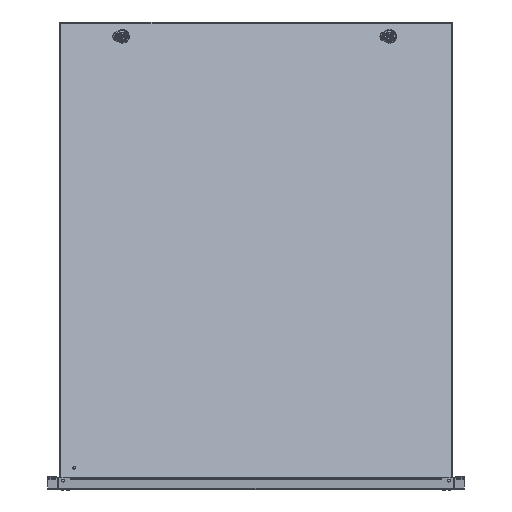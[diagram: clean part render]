
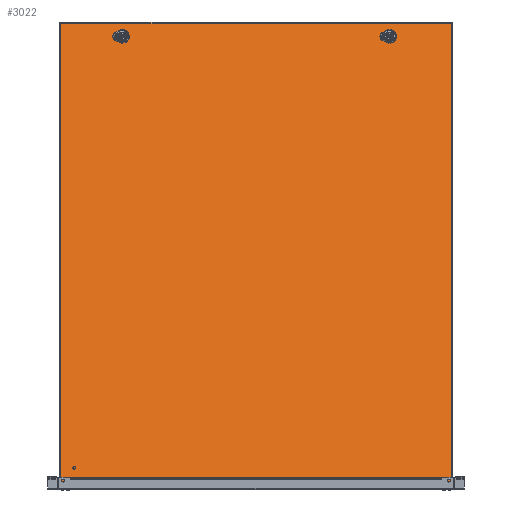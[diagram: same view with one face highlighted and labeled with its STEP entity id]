
A CAD part, left-side view. The second image highlights one B-rep face of the part: STEP entity #3022.
In plain terms, the highlighted face is planar.
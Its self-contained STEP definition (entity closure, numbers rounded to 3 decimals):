
#1879=B_SPLINE_CURVE_WITH_KNOTS('',1,(#21477,#21478),.UNSPECIFIED.,.F.,
 .F.,(2,2),(0.,1.),.UNSPECIFIED.);
#2070=FACE_BOUND('',#4152,.T.);
#2071=FACE_BOUND('',#4153,.T.);
#2072=FACE_BOUND('',#4154,.T.);
#2515=PLANE('',#11722);
#3022=ADVANCED_FACE('F36',(#2070,#2071,#2072),#2515,.T.);
#4152=EDGE_LOOP('',(#6808,#6809,#6810,#6811,#6812,#6813,#6814,#6815));
#4153=EDGE_LOOP('',(#6816,#6817,#6818,#6819,#6820,#6821,#6822,#6823));
#4154=EDGE_LOOP('',(#6824,#6825,#6826,#6827,#6828,#6829,#6830,#6831));
#4521=CIRCLE('',#11614,11.25);
#4523=CIRCLE('',#11618,11.25);
#4525=CIRCLE('',#11622,11.25);
#4527=CIRCLE('',#11626,11.25);
#4529=CIRCLE('',#11630,11.25);
#4531=CIRCLE('',#11634,11.25);
#4533=CIRCLE('',#11638,11.25);
#4535=CIRCLE('',#11642,11.25);
#6808=ORIENTED_EDGE('',*,*,#9337,.T.);
#6809=ORIENTED_EDGE('',*,*,#9334,.F.);
#6810=ORIENTED_EDGE('',*,*,#9331,.F.);
#6811=ORIENTED_EDGE('',*,*,#9268,.F.);
#6812=ORIENTED_EDGE('',*,*,#9217,.T.);
#6813=ORIENTED_EDGE('',*,*,#9338,.T.);
#6814=ORIENTED_EDGE('',*,*,#9339,.F.);
#6815=ORIENTED_EDGE('',*,*,#9340,.T.);
#6816=ORIENTED_EDGE('',*,*,#9215,.T.);
#6817=ORIENTED_EDGE('',*,*,#9212,.T.);
#6818=ORIENTED_EDGE('',*,*,#9209,.T.);
#6819=ORIENTED_EDGE('',*,*,#9206,.T.);
#6820=ORIENTED_EDGE('',*,*,#9203,.T.);
#6821=ORIENTED_EDGE('',*,*,#9200,.T.);
#6822=ORIENTED_EDGE('',*,*,#9197,.T.);
#6823=ORIENTED_EDGE('',*,*,#9194,.T.);
#6824=ORIENTED_EDGE('',*,*,#9191,.T.);
#6825=ORIENTED_EDGE('',*,*,#9188,.T.);
#6826=ORIENTED_EDGE('',*,*,#9185,.T.);
#6827=ORIENTED_EDGE('',*,*,#9182,.T.);
#6828=ORIENTED_EDGE('',*,*,#9179,.T.);
#6829=ORIENTED_EDGE('',*,*,#9176,.T.);
#6830=ORIENTED_EDGE('',*,*,#9173,.T.);
#6831=ORIENTED_EDGE('',*,*,#9170,.T.);
#7968=VERTEX_POINT('',#21381);
#7970=VERTEX_POINT('',#21384);
#7972=VERTEX_POINT('',#21390);
#7974=VERTEX_POINT('',#21396);
#7976=VERTEX_POINT('',#21402);
#7978=VERTEX_POINT('',#21408);
#7980=VERTEX_POINT('',#21414);
#7982=VERTEX_POINT('',#21420);
#7984=VERTEX_POINT('',#21429);
#7986=VERTEX_POINT('',#21432);
#7988=VERTEX_POINT('',#21438);
#7990=VERTEX_POINT('',#21444);
#7992=VERTEX_POINT('',#21450);
#7994=VERTEX_POINT('',#21456);
#7996=VERTEX_POINT('',#21462);
#7998=VERTEX_POINT('',#21468);
#8000=VERTEX_POINT('',#21479);
#8001=VERTEX_POINT('',#21480);
#8031=VERTEX_POINT('',#21620);
#8067=VERTEX_POINT('',#21750);
#8068=VERTEX_POINT('',#21756);
#8069=VERTEX_POINT('',#21760);
#8070=VERTEX_POINT('',#21764);
#8071=VERTEX_POINT('',#21766);
#9170=EDGE_CURVE('E180',#7970,#7968,#10052,.T.);
#9173=EDGE_CURVE('E179',#7972,#7970,#4521,.T.);
#9176=EDGE_CURVE('E178',#7974,#7972,#10056,.T.);
#9179=EDGE_CURVE('E177',#7976,#7974,#4523,.T.);
#9182=EDGE_CURVE('E176',#7978,#7976,#10060,.T.);
#9185=EDGE_CURVE('E175',#7980,#7978,#4525,.T.);
#9188=EDGE_CURVE('E174',#7982,#7980,#10064,.T.);
#9191=EDGE_CURVE('E173',#7968,#7982,#4527,.T.);
#9194=EDGE_CURVE('E172',#7986,#7984,#10068,.T.);
#9197=EDGE_CURVE('E171',#7988,#7986,#4529,.T.);
#9200=EDGE_CURVE('E170',#7990,#7988,#10072,.T.);
#9203=EDGE_CURVE('E169',#7992,#7990,#4531,.T.);
#9206=EDGE_CURVE('E168',#7994,#7992,#10076,.T.);
#9209=EDGE_CURVE('E167',#7996,#7994,#4533,.T.);
#9212=EDGE_CURVE('E166',#7998,#7996,#10080,.T.);
#9215=EDGE_CURVE('E165',#7984,#7998,#4535,.T.);
#9217=EDGE_CURVE('E162',#8000,#8001,#1879,.T.);
#9268=EDGE_CURVE('E106',#8000,#8031,#10111,.T.);
#9331=EDGE_CURVE('E116',#8031,#8067,#10159,.T.);
#9334=EDGE_CURVE('E102',#8067,#8068,#10161,.T.);
#9337=EDGE_CURVE('E161',#8069,#8068,#10163,.T.);
#9338=EDGE_CURVE('E163',#8001,#8070,#10164,.T.);
#9339=EDGE_CURVE('E124',#8071,#8070,#10165,.T.);
#9340=EDGE_CURVE('E164',#8071,#8069,#10166,.T.);
#10052=LINE('',#21383,#10755);
#10056=LINE('',#21395,#10759);
#10060=LINE('',#21407,#10763);
#10064=LINE('',#21419,#10767);
#10068=LINE('',#21431,#10771);
#10072=LINE('',#21443,#10775);
#10076=LINE('',#21455,#10779);
#10080=LINE('',#21467,#10783);
#10111=LINE('',#21623,#10814);
#10159=LINE('',#21749,#10862);
#10161=LINE('',#21755,#10864);
#10163=LINE('',#21761,#10866);
#10164=LINE('',#21763,#10867);
#10165=LINE('',#21765,#10868);
#10166=LINE('',#21767,#10869);
#10755=VECTOR('',#13576,1.);
#10759=VECTOR('',#13588,1.);
#10763=VECTOR('',#13600,1.);
#10767=VECTOR('',#13612,1.);
#10771=VECTOR('',#13624,1.);
#10775=VECTOR('',#13636,1.);
#10779=VECTOR('',#13648,1.);
#10783=VECTOR('',#13660,1.);
#10814=VECTOR('',#13763,1.);
#10862=VECTOR('',#13889,1.);
#10864=VECTOR('',#13897,1.);
#10866=VECTOR('',#13903,1.);
#10867=VECTOR('',#13906,1.);
#10868=VECTOR('',#13907,1.);
#10869=VECTOR('',#13908,1.);
#11614=AXIS2_PLACEMENT_3D('',#21389,#13581,#13582);
#11618=AXIS2_PLACEMENT_3D('',#21401,#13593,#13594);
#11622=AXIS2_PLACEMENT_3D('',#21413,#13605,#13606);
#11626=AXIS2_PLACEMENT_3D('',#21425,#13617,#13618);
#11630=AXIS2_PLACEMENT_3D('',#21437,#13629,#13630);
#11634=AXIS2_PLACEMENT_3D('',#21449,#13641,#13642);
#11638=AXIS2_PLACEMENT_3D('',#21461,#13653,#13654);
#11642=AXIS2_PLACEMENT_3D('',#21473,#13665,#13666);
#11722=AXIS2_PLACEMENT_3D('',#21768,#13909,#13910);
#13576=DIRECTION('',(-1.,0.,0.));
#13581=DIRECTION('',(0.,0.,-1.));
#13582=DIRECTION('',(-1.,0.,0.));
#13588=DIRECTION('',(0.,-1.,0.));
#13593=DIRECTION('',(0.,0.,-1.));
#13594=DIRECTION('',(-1.,0.,0.));
#13600=DIRECTION('',(1.,0.,0.));
#13605=DIRECTION('',(0.,0.,-1.));
#13606=DIRECTION('',(-1.,0.,0.));
#13612=DIRECTION('',(0.,1.,0.));
#13617=DIRECTION('',(0.,0.,-1.));
#13618=DIRECTION('',(-1.,0.,0.));
#13624=DIRECTION('',(0.,1.,0.));
#13629=DIRECTION('',(0.,0.,-1.));
#13630=DIRECTION('',(-1.,0.,0.));
#13636=DIRECTION('',(-1.,0.,0.));
#13641=DIRECTION('',(0.,0.,-1.));
#13642=DIRECTION('',(-1.,0.,0.));
#13648=DIRECTION('',(0.,-1.,0.));
#13653=DIRECTION('',(0.,0.,-1.));
#13654=DIRECTION('',(-1.,0.,0.));
#13660=DIRECTION('',(1.,0.,0.));
#13665=DIRECTION('',(0.,0.,-1.));
#13666=DIRECTION('',(-1.,0.,0.));
#13763=DIRECTION('',(0.,-1.,0.));
#13889=DIRECTION('',(-1.,0.,0.));
#13897=DIRECTION('',(0.,1.,0.));
#13903=DIRECTION('',(1.,0.,0.));
#13906=DIRECTION('',(0.,1.,0.));
#13907=DIRECTION('',(1.,0.,0.));
#13908=DIRECTION('',(0.,-1.,0.));
#13909=DIRECTION('',(0.,0.,1.));
#13910=DIRECTION('',(-1.,0.,0.));
#21381=CARTESIAN_POINT('',(776.22,-329.528,-23.749));
#21383=CARTESIAN_POINT('',(781.225,-329.528,-23.749));
#21384=CARTESIAN_POINT('',(786.231,-329.528,-23.749));
#21389=CARTESIAN_POINT('',(781.225,-319.453,-23.749));
#21390=CARTESIAN_POINT('',(791.375,-324.305,-23.749));
#21395=CARTESIAN_POINT('',(791.375,-319.453,-23.749));
#21396=CARTESIAN_POINT('',(791.375,-314.601,-23.749));
#21401=CARTESIAN_POINT('',(781.225,-319.453,-23.749));
#21402=CARTESIAN_POINT('',(786.231,-309.378,-23.749));
#21407=CARTESIAN_POINT('',(781.225,-309.378,-23.749));
#21408=CARTESIAN_POINT('',(776.22,-309.378,-23.749));
#21413=CARTESIAN_POINT('',(781.225,-319.453,-23.749));
#21414=CARTESIAN_POINT('',(771.025,-314.707,-23.749));
#21419=CARTESIAN_POINT('',(771.025,-319.453,-23.749));
#21420=CARTESIAN_POINT('',(771.025,-324.199,-23.749));
#21425=CARTESIAN_POINT('',(781.225,-319.453,-23.749));
#21429=CARTESIAN_POINT('',(134.025,-314.707,-23.749));
#21431=CARTESIAN_POINT('',(134.025,-319.453,-23.749));
#21432=CARTESIAN_POINT('',(134.025,-324.199,-23.749));
#21437=CARTESIAN_POINT('',(144.225,-319.453,-23.749));
#21438=CARTESIAN_POINT('',(139.22,-329.528,-23.749));
#21443=CARTESIAN_POINT('',(144.225,-329.528,-23.749));
#21444=CARTESIAN_POINT('',(149.231,-329.528,-23.749));
#21449=CARTESIAN_POINT('',(144.225,-319.453,-23.749));
#21450=CARTESIAN_POINT('',(154.375,-324.305,-23.749));
#21455=CARTESIAN_POINT('',(154.375,-319.453,-23.749));
#21456=CARTESIAN_POINT('',(154.375,-314.601,-23.749));
#21461=CARTESIAN_POINT('',(144.225,-319.453,-23.749));
#21462=CARTESIAN_POINT('',(149.231,-309.378,-23.749));
#21467=CARTESIAN_POINT('',(144.225,-309.378,-23.749));
#21468=CARTESIAN_POINT('',(139.22,-309.378,-23.749));
#21473=CARTESIAN_POINT('',(144.225,-319.453,-23.749));
#21477=CARTESIAN_POINT('',(928.425,-288.456,-23.749));
#21478=CARTESIAN_POINT('',(930.025,-288.456,-23.749));
#21479=CARTESIAN_POINT('',(928.425,-288.456,-23.749));
#21480=CARTESIAN_POINT('',(930.025,-288.456,-23.749));
#21620=CARTESIAN_POINT('',(928.425,-1425.653,-23.749));
#21623=CARTESIAN_POINT('',(928.425,-1086.253,-23.749));
#21749=CARTESIAN_POINT('',(830.025,-1425.653,-23.749));
#21750=CARTESIAN_POINT('',(-2.975,-1425.653,-23.749));
#21755=CARTESIAN_POINT('',(-2.975,-1257.053,-23.749));
#21756=CARTESIAN_POINT('',(-2.975,-288.453,-23.749));
#21760=CARTESIAN_POINT('',(-4.575,-288.453,-23.749));
#21761=CARTESIAN_POINT('',(-3.775,-288.453,-23.749));
#21763=CARTESIAN_POINT('',(930.026,-486.253,-23.749));
#21764=CARTESIAN_POINT('',(930.026,-286.253,-23.749));
#21765=CARTESIAN_POINT('',(831.226,-286.253,-23.749));
#21766=CARTESIAN_POINT('',(-4.575,-286.253,-23.749));
#21767=CARTESIAN_POINT('',(-4.575,-287.353,-23.749));
#21768=CARTESIAN_POINT('',(830.025,-1086.253,-23.749));
